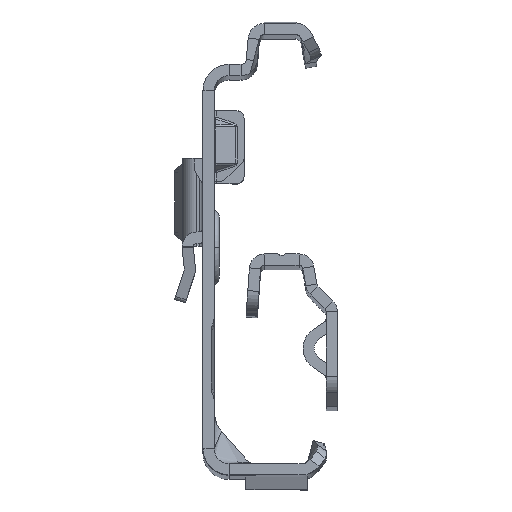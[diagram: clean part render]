
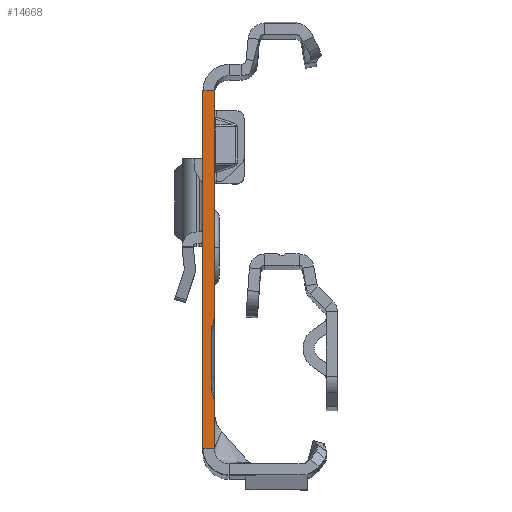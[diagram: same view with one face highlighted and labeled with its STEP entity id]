
A CAD part, top view. The second image highlights one B-rep face of the part: STEP entity #14668.
In plain terms, the highlighted planar face has unit normal (0, 0, 1).
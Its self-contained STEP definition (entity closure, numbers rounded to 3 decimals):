
#70 = DIRECTION ( 'NONE',  ( 1., 0., 0. ) ) ;
#413 = VECTOR ( 'NONE', #8595, 1000. ) ;
#463 = CARTESIAN_POINT ( 'NONE',  ( -0.234, -18.442, 0. ) ) ;
#901 = EDGE_CURVE ( 'NONE', #26544, #6035, #16729, .T. ) ;
#1083 = VERTEX_POINT ( 'NONE', #20433 ) ;
#1269 = CARTESIAN_POINT ( 'NONE',  ( -1.5, 22.135, 0. ) ) ;
#1566 = LINE ( 'NONE', #25916, #21952 ) ;
#2289 = DIRECTION ( 'NONE',  ( 0., 0., 1. ) ) ;
#2521 = DIRECTION ( 'NONE',  ( -0.423, -0.906, 0. ) ) ;
#2683 = VERTEX_POINT ( 'NONE', #22948 ) ;
#3055 = AXIS2_PLACEMENT_3D ( 'NONE', #12615, #2289, #10578 ) ;
#3499 = ORIENTED_EDGE ( 'NONE', *, *, #14200, .F. ) ;
#3550 = EDGE_CURVE ( 'NONE', #2683, #14592, #11549, .T. ) ;
#4920 = VERTEX_POINT ( 'NONE', #23785 ) ;
#5016 = AXIS2_PLACEMENT_3D ( 'NONE', #10412, #18697, #70 ) ;
#5256 = VECTOR ( 'NONE', #17671, 1000. ) ;
#5282 = VERTEX_POINT ( 'NONE', #21039 ) ;
#5344 = LINE ( 'NONE', #22466, #24979 ) ;
#6035 = VERTEX_POINT ( 'NONE', #24665 ) ;
#6079 = EDGE_CURVE ( 'NONE', #24104, #2683, #21904, .T. ) ;
#6108 = CARTESIAN_POINT ( 'NONE',  ( -1.5, 24.135, 0. ) ) ;
#6585 = DIRECTION ( 'NONE',  ( 0., -1., 0. ) ) ;
#6589 = LINE ( 'NONE', #21155, #19399 ) ;
#7061 = ORIENTED_EDGE ( 'NONE', *, *, #901, .F. ) ;
#7182 = CIRCLE ( 'NONE', #25852, 2.5 ) ;
#7290 = CARTESIAN_POINT ( 'NONE',  ( -0.234, -9.288, 0. ) ) ;
#8171 = DIRECTION ( 'NONE',  ( -1., 0., 0. ) ) ;
#8205 = CARTESIAN_POINT ( 'NONE',  ( 0.6, -9.865, 0. ) ) ;
#8595 = DIRECTION ( 'NONE',  ( -1., 0., 0. ) ) ;
#9105 = ORIENTED_EDGE ( 'NONE', *, *, #9855, .F. ) ;
#9379 = CARTESIAN_POINT ( 'NONE',  ( -0.4, -9.865, 0. ) ) ;
#9855 = EDGE_CURVE ( 'NONE', #6035, #16983, #10802, .T. ) ;
#10179 = EDGE_CURVE ( 'NONE', #5282, #24600, #25323, .T. ) ;
#10187 = FACE_OUTER_BOUND ( 'NONE', #17398, .T. ) ;
#10412 = CARTESIAN_POINT ( 'NONE',  ( -2.5, -19.499, 0. ) ) ;
#10578 = DIRECTION ( 'NONE',  ( 1., 0., 0. ) ) ;
#10795 = DIRECTION ( 'NONE',  ( 0.423, -0.906, 0. ) ) ;
#10802 = LINE ( 'NONE', #25226, #22473 ) ;
#11325 = CARTESIAN_POINT ( 'NONE',  ( -1.5, 24.135, 0. ) ) ;
#11549 = LINE ( 'NONE', #9379, #5256 ) ;
#12008 = EDGE_CURVE ( 'NONE', #14592, #20682, #16912, .T. ) ;
#12615 = CARTESIAN_POINT ( 'NONE',  ( 0.6, -17.865, 0. ) ) ;
#12851 = CARTESIAN_POINT ( 'NONE',  ( -0.306, -18.288, 0. ) ) ;
#12968 = VERTEX_POINT ( 'NONE', #7290 ) ;
#13017 = ORIENTED_EDGE ( 'NONE', *, *, #24314, .F. ) ;
#13084 = VECTOR ( 'NONE', #10795, 1000. ) ;
#13205 = CARTESIAN_POINT ( 'NONE',  ( 0., 22.135, 0. ) ) ;
#13444 = CARTESIAN_POINT ( 'NONE',  ( -0.234, -18.442, 0. ) ) ;
#13492 = DIRECTION ( 'NONE',  ( 0., 0., -1. ) ) ;
#14200 = EDGE_CURVE ( 'NONE', #20682, #26544, #17589, .T. ) ;
#14307 = VECTOR ( 'NONE', #15141, 1000. ) ;
#14592 = VERTEX_POINT ( 'NONE', #19327 ) ;
#14668 = ADVANCED_FACE ( 'NONE', ( #10187 ), #25270, .T. ) ;
#14811 = DIRECTION ( 'NONE',  ( 0., -1., 0. ) ) ;
#15040 = CARTESIAN_POINT ( 'NONE',  ( -0.306, -9.443, 0. ) ) ;
#15128 = CARTESIAN_POINT ( 'NONE',  ( -2.5, -8.231, 0. ) ) ;
#15141 = DIRECTION ( 'NONE',  ( 0., -1., 0. ) ) ;
#15562 = DIRECTION ( 'NONE',  ( 0., -1., 0. ) ) ;
#16729 = CIRCLE ( 'NONE', #5016, 2.5 ) ;
#16796 = EDGE_CURVE ( 'NONE', #1083, #12968, #7182, .T. ) ;
#16912 = CIRCLE ( 'NONE', #3055, 1. ) ;
#16922 = ORIENTED_EDGE ( 'NONE', *, *, #3550, .F. ) ;
#16983 = VERTEX_POINT ( 'NONE', #18770 ) ;
#17398 = EDGE_LOOP ( 'NONE', ( #21099, #13017, #19293, #18701, #22867, #9105, #7061, #3499, #19636, #16922, #24616, #26469 ) ) ;
#17589 = LINE ( 'NONE', #463, #13084 ) ;
#17671 = DIRECTION ( 'NONE',  ( 0., -1., 0. ) ) ;
#18697 = DIRECTION ( 'NONE',  ( 0., 0., -1. ) ) ;
#18701 = ORIENTED_EDGE ( 'NONE', *, *, #22176, .T. ) ;
#18770 = CARTESIAN_POINT ( 'NONE',  ( 0., -25.865, 0. ) ) ;
#19214 = LINE ( 'NONE', #11325, #14307 ) ;
#19293 = ORIENTED_EDGE ( 'NONE', *, *, #10179, .T. ) ;
#19327 = CARTESIAN_POINT ( 'NONE',  ( -0.4, -17.865, 0. ) ) ;
#19399 = VECTOR ( 'NONE', #2521, 1000. ) ;
#19636 = ORIENTED_EDGE ( 'NONE', *, *, #12008, .F. ) ;
#19724 = EDGE_CURVE ( 'NONE', #12968, #24104, #6589, .T. ) ;
#20433 = CARTESIAN_POINT ( 'NONE',  ( 0., -8.231, 0. ) ) ;
#20682 = VERTEX_POINT ( 'NONE', #12851 ) ;
#20978 = DIRECTION ( 'NONE',  ( -1., 0., 0. ) ) ;
#21039 = CARTESIAN_POINT ( 'NONE',  ( 0., 22.135, 0. ) ) ;
#21099 = ORIENTED_EDGE ( 'NONE', *, *, #16796, .F. ) ;
#21155 = CARTESIAN_POINT ( 'NONE',  ( -0.234, -9.288, 0. ) ) ;
#21904 = CIRCLE ( 'NONE', #25359, 1. ) ;
#21952 = VECTOR ( 'NONE', #15562, 1000. ) ;
#22176 = EDGE_CURVE ( 'NONE', #24600, #4920, #19214, .T. ) ;
#22466 = CARTESIAN_POINT ( 'NONE',  ( 0., -25.865, 0. ) ) ;
#22473 = VECTOR ( 'NONE', #6585, 1000. ) ;
#22867 = ORIENTED_EDGE ( 'NONE', *, *, #24698, .F. ) ;
#22948 = CARTESIAN_POINT ( 'NONE',  ( -0.4, -9.865, 0. ) ) ;
#23435 = DIRECTION ( 'NONE',  ( -1., 0., 0. ) ) ;
#23539 = AXIS2_PLACEMENT_3D ( 'NONE', #6108, #26943, #14811 ) ;
#23785 = CARTESIAN_POINT ( 'NONE',  ( -1.5, -25.865, 0. ) ) ;
#24104 = VERTEX_POINT ( 'NONE', #15040 ) ;
#24314 = EDGE_CURVE ( 'NONE', #5282, #1083, #1566, .T. ) ;
#24600 = VERTEX_POINT ( 'NONE', #1269 ) ;
#24616 = ORIENTED_EDGE ( 'NONE', *, *, #6079, .F. ) ;
#24665 = CARTESIAN_POINT ( 'NONE',  ( 0., -19.499, 0. ) ) ;
#24698 = EDGE_CURVE ( 'NONE', #16983, #4920, #5344, .T. ) ;
#24799 = DIRECTION ( 'NONE',  ( 0., 0., 1. ) ) ;
#24979 = VECTOR ( 'NONE', #8171, 1000. ) ;
#25226 = CARTESIAN_POINT ( 'NONE',  ( 0., 24.135, 0. ) ) ;
#25270 = PLANE ( 'NONE',  #23539 ) ;
#25323 = LINE ( 'NONE', #13205, #413 ) ;
#25359 = AXIS2_PLACEMENT_3D ( 'NONE', #8205, #24799, #20978 ) ;
#25852 = AXIS2_PLACEMENT_3D ( 'NONE', #15128, #13492, #23435 ) ;
#25916 = CARTESIAN_POINT ( 'NONE',  ( 0., 24.135, 0. ) ) ;
#26469 = ORIENTED_EDGE ( 'NONE', *, *, #19724, .F. ) ;
#26544 = VERTEX_POINT ( 'NONE', #13444 ) ;
#26943 = DIRECTION ( 'NONE',  ( 0., 0., 1. ) ) ;
